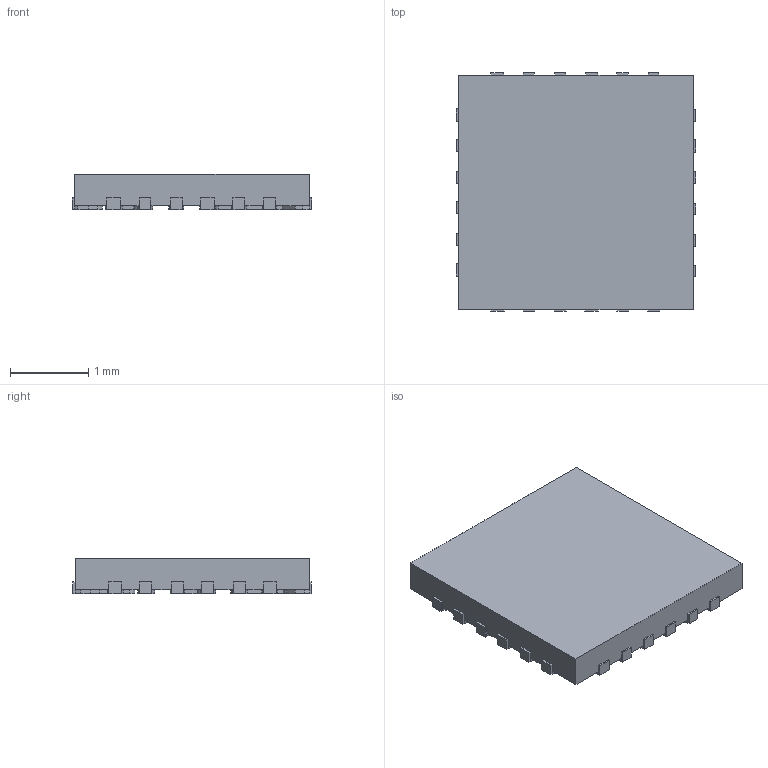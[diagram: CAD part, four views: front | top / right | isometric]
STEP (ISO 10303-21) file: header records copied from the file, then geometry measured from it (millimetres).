
FILE_DESCRIPTION(('FreeCAD Model'),'2;1');
FILE_NAME('Open CASCADE Shape Model','2025-02-18T21:02:20',(''),(''), 'Open CASCADE STEP processor 7.8','FreeCAD','Unknown');
FILE_SCHEMA(('AUTOMOTIVE_DESIGN { 1 0 10303 214 1 1 1 1 }'));
Length unit declared in the file: millimetre
Products named in the file (1): MAX77757JEFG420+T
Bounding box: 3.06 x 3.05 x 0.45 mm (x, y, z)
Volume: 3.8 mm3; surface area: 24.8 mm2
Topology: 1 solids, 1 shells, 261 faces, 729 edges, 470 vertices
Faces by surface type: plane 244, cylinder 17
Entity records: 10014 total; most frequent: CARTESIAN_POINT 1461, ORIENTED_EDGE 1458, DIRECTION 1287, EDGE_CURVE 729, LINE 695, VECTOR 695, VERTEX_POINT 470, AXIS2_PLACEMENT_3D 296
